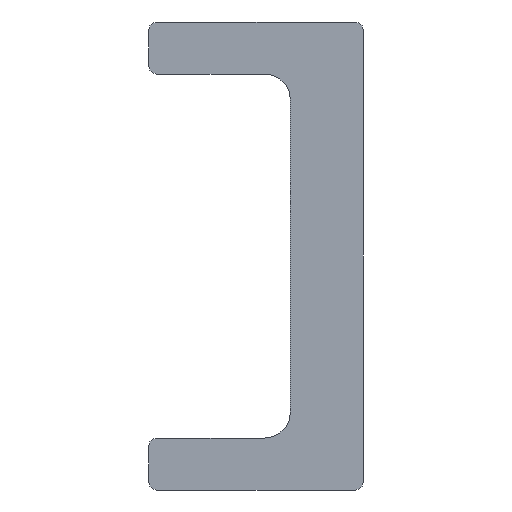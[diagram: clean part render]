
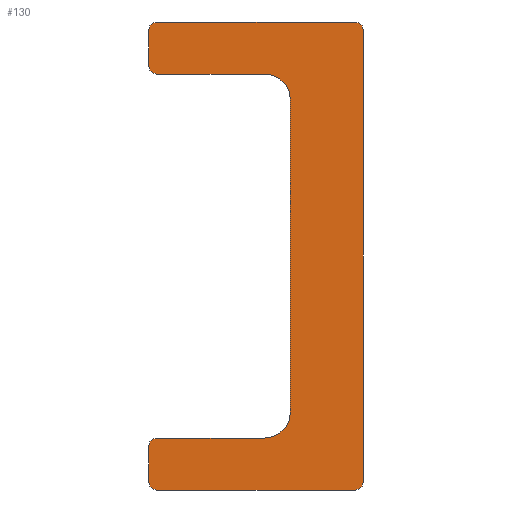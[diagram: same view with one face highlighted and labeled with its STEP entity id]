
A CAD part, front view. The second image highlights one B-rep face of the part: STEP entity #130.
In plain terms, the highlighted planar face has unit normal (0, -1, 0).
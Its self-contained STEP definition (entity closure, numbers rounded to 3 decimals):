
#130 = ADVANCED_FACE( '', ( #304 ), #305, .F. );
#304 = FACE_OUTER_BOUND( '', #475, .T. );
#305 = PLANE( '', #476 );
#475 = EDGE_LOOP( '', ( #739, #740, #741, #742, #743, #744, #745, #746, #747, #748, #749, #750, #751, #752, #753, #754 ) );
#476 = AXIS2_PLACEMENT_3D( '', #755, #756, #757 );
#739 = ORIENTED_EDGE( '', *, *, #848, .F. );
#740 = ORIENTED_EDGE( '', *, *, #892, .T. );
#741 = ORIENTED_EDGE( '', *, *, #923, .F. );
#742 = ORIENTED_EDGE( '', *, *, #920, .T. );
#743 = ORIENTED_EDGE( '', *, *, #864, .F. );
#744 = ORIENTED_EDGE( '', *, *, #924, .T. );
#745 = ORIENTED_EDGE( '', *, *, #906, .F. );
#746 = ORIENTED_EDGE( '', *, *, #925, .T. );
#747 = ORIENTED_EDGE( '', *, *, #913, .F. );
#748 = ORIENTED_EDGE( '', *, *, #881, .T. );
#749 = ORIENTED_EDGE( '', *, *, #875, .F. );
#750 = ORIENTED_EDGE( '', *, *, #926, .T. );
#751 = ORIENTED_EDGE( '', *, *, #901, .F. );
#752 = ORIENTED_EDGE( '', *, *, #857, .T. );
#753 = ORIENTED_EDGE( '', *, *, #821, .F. );
#754 = ORIENTED_EDGE( '', *, *, #927, .T. );
#755 = CARTESIAN_POINT( '', ( -4.125, 0., 9. ) );
#756 = DIRECTION( '', ( 0., 1., 0. ) );
#757 = DIRECTION( '', ( 0., 0., 1. ) );
#821 = EDGE_CURVE( '', #943, #945, #946, .T. );
#848 = EDGE_CURVE( '', #991, #993, #994, .T. );
#857 = EDGE_CURVE( '', #1007, #945, #1008, .F. );
#864 = EDGE_CURVE( '', #1017, #1019, #1020, .T. );
#875 = EDGE_CURVE( '', #1035, #1036, #1037, .T. );
#881 = EDGE_CURVE( '', #1046, #1036, #1047, .T. );
#892 = EDGE_CURVE( '', #991, #1061, #1063, .F. );
#901 = EDGE_CURVE( '', #1007, #1075, #1076, .T. );
#906 = EDGE_CURVE( '', #1082, #1084, #1085, .T. );
#913 = EDGE_CURVE( '', #1046, #1096, #1097, .T. );
#920 = EDGE_CURVE( '', #1105, #1019, #1106, .F. );
#923 = EDGE_CURVE( '', #1105, #1061, #1109, .T. );
#924 = EDGE_CURVE( '', #1017, #1084, #1110, .F. );
#925 = EDGE_CURVE( '', #1082, #1096, #1111, .T. );
#926 = EDGE_CURVE( '', #1035, #1075, #1112, .F. );
#927 = EDGE_CURVE( '', #943, #993, #1113, .F. );
#943 = VERTEX_POINT( '', #1130 );
#945 = VERTEX_POINT( '', #1133 );
#946 = LINE( '', #1134, #1135 );
#991 = VERTEX_POINT( '', #1182 );
#993 = VERTEX_POINT( '', #1185 );
#994 = LINE( '', #1186, #1187 );
#1007 = VERTEX_POINT( '', #1201 );
#1008 = CIRCLE( '', #1202, 0.3 );
#1017 = VERTEX_POINT( '', #1213 );
#1019 = VERTEX_POINT( '', #1216 );
#1020 = LINE( '', #1217, #1218 );
#1035 = VERTEX_POINT( '', #1234 );
#1036 = VERTEX_POINT( '', #1235 );
#1037 = LINE( '', #1236, #1237 );
#1046 = VERTEX_POINT( '', #1249 );
#1047 = CIRCLE( '', #1250, 1. );
#1061 = VERTEX_POINT( '', #1265 );
#1063 = CIRCLE( '', #1268, 0.3 );
#1075 = VERTEX_POINT( '', #1281 );
#1076 = LINE( '', #1282, #1283 );
#1082 = VERTEX_POINT( '', #1291 );
#1084 = VERTEX_POINT( '', #1294 );
#1085 = LINE( '', #1295, #1296 );
#1096 = VERTEX_POINT( '', #1309 );
#1097 = LINE( '', #1310, #1311 );
#1105 = VERTEX_POINT( '', #1320 );
#1106 = CIRCLE( '', #1321, 0.3 );
#1109 = LINE( '', #1325, #1326 );
#1110 = CIRCLE( '', #1327, 0.3 );
#1111 = CIRCLE( '', #1328, 1. );
#1112 = CIRCLE( '', #1329, 0.3 );
#1113 = CIRCLE( '', #1330, 0.3 );
#1130 = CARTESIAN_POINT( '', ( 3.825, 0., -9. ) );
#1133 = CARTESIAN_POINT( '', ( -3.825, 0., -9. ) );
#1134 = CARTESIAN_POINT( '', ( 4.125, 0., -9. ) );
#1135 = VECTOR( '', #1345, 1000. );
#1182 = CARTESIAN_POINT( '', ( 4.125, 0., 8.7 ) );
#1185 = CARTESIAN_POINT( '', ( 4.125, 0., -8.7 ) );
#1186 = CARTESIAN_POINT( '', ( 4.125, 0., 9. ) );
#1187 = VECTOR( '', #1400, 1000. );
#1201 = CARTESIAN_POINT( '', ( -4.125, 0., -8.7 ) );
#1202 = AXIS2_PLACEMENT_3D( '', #1414, #1415, #1416 );
#1213 = CARTESIAN_POINT( '', ( -4.125, 0., 7.3 ) );
#1216 = CARTESIAN_POINT( '', ( -4.125, 0., 8.7 ) );
#1217 = CARTESIAN_POINT( '', ( -4.125, 0., -9. ) );
#1218 = VECTOR( '', #1423, 1000. );
#1234 = CARTESIAN_POINT( '', ( -3.825, 0., -7. ) );
#1235 = CARTESIAN_POINT( '', ( 0.325, 0., -7. ) );
#1236 = CARTESIAN_POINT( '', ( 1.325, 0., -7. ) );
#1237 = VECTOR( '', #1437, 1000. );
#1249 = CARTESIAN_POINT( '', ( 1.325, 0., -6. ) );
#1250 = AXIS2_PLACEMENT_3D( '', #1444, #1445, #1446 );
#1265 = CARTESIAN_POINT( '', ( 3.825, 0., 9. ) );
#1268 = AXIS2_PLACEMENT_3D( '', #1461, #1462, #1463 );
#1281 = CARTESIAN_POINT( '', ( -4.125, 0., -7.3 ) );
#1282 = CARTESIAN_POINT( '', ( -4.125, 0., -9. ) );
#1283 = VECTOR( '', #1471, 1000. );
#1291 = CARTESIAN_POINT( '', ( 0.325, 0., 7. ) );
#1294 = CARTESIAN_POINT( '', ( -3.825, 0., 7. ) );
#1295 = CARTESIAN_POINT( '', ( -4.125, 0., 7. ) );
#1296 = VECTOR( '', #1475, 1000. );
#1309 = CARTESIAN_POINT( '', ( 1.325, 0., 6. ) );
#1310 = CARTESIAN_POINT( '', ( 1.325, 0., 7. ) );
#1311 = VECTOR( '', #1487, 1000. );
#1320 = CARTESIAN_POINT( '', ( -3.825, 0., 9. ) );
#1321 = AXIS2_PLACEMENT_3D( '', #1492, #1493, #1494 );
#1325 = CARTESIAN_POINT( '', ( -4.125, 0., 9. ) );
#1326 = VECTOR( '', #1496, 1000. );
#1327 = AXIS2_PLACEMENT_3D( '', #1497, #1498, #1499 );
#1328 = AXIS2_PLACEMENT_3D( '', #1500, #1501, #1502 );
#1329 = AXIS2_PLACEMENT_3D( '', #1503, #1504, #1505 );
#1330 = AXIS2_PLACEMENT_3D( '', #1506, #1507, #1508 );
#1345 = DIRECTION( '', ( -1., 0., 0. ) );
#1400 = DIRECTION( '', ( 0., 0., -1. ) );
#1414 = CARTESIAN_POINT( '', ( -3.825, 0., -8.7 ) );
#1415 = DIRECTION( '', ( 0., 1., 0. ) );
#1416 = DIRECTION( '', ( 0., 0., 1. ) );
#1423 = DIRECTION( '', ( 0., 0., 1. ) );
#1437 = DIRECTION( '', ( 1., 0., 0. ) );
#1444 = CARTESIAN_POINT( '', ( 0.325, 0., -6. ) );
#1445 = DIRECTION( '', ( 0., 1., 0. ) );
#1446 = DIRECTION( '', ( 0., 0., 1. ) );
#1461 = CARTESIAN_POINT( '', ( 3.825, 0., 8.7 ) );
#1462 = DIRECTION( '', ( 0., 1., 0. ) );
#1463 = DIRECTION( '', ( 0., 0., 1. ) );
#1471 = DIRECTION( '', ( 0., 0., 1. ) );
#1475 = DIRECTION( '', ( -1., 0., 0. ) );
#1487 = DIRECTION( '', ( 0., 0., 1. ) );
#1492 = CARTESIAN_POINT( '', ( -3.825, 0., 8.7 ) );
#1493 = DIRECTION( '', ( 0., 1., 0. ) );
#1494 = DIRECTION( '', ( 0., 0., 1. ) );
#1496 = DIRECTION( '', ( 1., 0., 0. ) );
#1497 = CARTESIAN_POINT( '', ( -3.825, 0., 7.3 ) );
#1498 = DIRECTION( '', ( 0., 1., 0. ) );
#1499 = DIRECTION( '', ( 0., 0., 1. ) );
#1500 = CARTESIAN_POINT( '', ( 0.325, 0., 6. ) );
#1501 = DIRECTION( '', ( 0., 1., 0. ) );
#1502 = DIRECTION( '', ( 0., 0., 1. ) );
#1503 = CARTESIAN_POINT( '', ( -3.825, 0., -7.3 ) );
#1504 = DIRECTION( '', ( 0., 1., 0. ) );
#1505 = DIRECTION( '', ( 0., 0., 1. ) );
#1506 = CARTESIAN_POINT( '', ( 3.825, 0., -8.7 ) );
#1507 = DIRECTION( '', ( 0., 1., 0. ) );
#1508 = DIRECTION( '', ( 0., 0., 1. ) );
